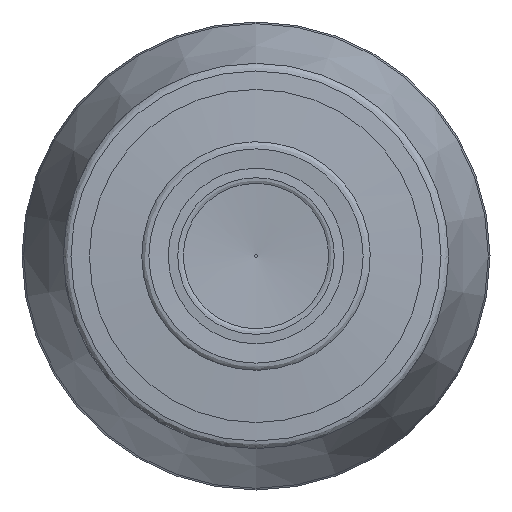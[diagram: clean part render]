
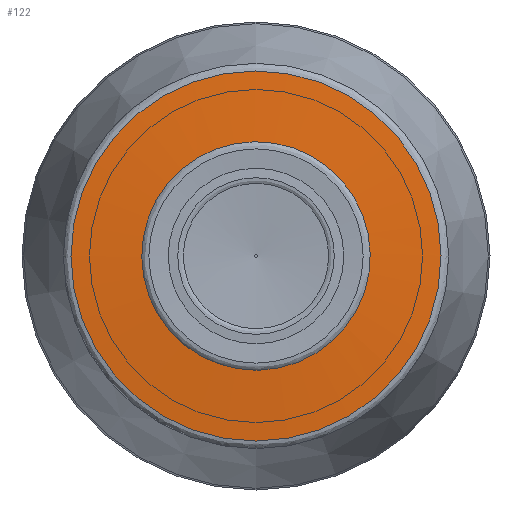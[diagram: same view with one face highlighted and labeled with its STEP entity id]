
A CAD part, left-side view. The second image highlights one B-rep face of the part: STEP entity #122.
In plain terms, the highlighted face is a revolution surface.
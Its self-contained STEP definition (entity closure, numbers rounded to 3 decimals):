
#24=SURFACE_OF_REVOLUTION('',#46,#35);
#35=AXIS1_PLACEMENT('',#700,#586);
#46=LINE('',#699,#53);
#53=VECTOR('',#585,5.167);
#122=ADVANCED_FACE('',(#179,#180),#24,.T.);
#179=FACE_BOUND('',#243,.T.);
#180=FACE_BOUND('',#244,.T.);
#243=EDGE_LOOP('',(#307));
#244=EDGE_LOOP('',(#308));
#307=ORIENTED_EDGE('',*,*,#383,.F.);
#308=ORIENTED_EDGE('',*,*,#384,.F.);
#351=VERTEX_POINT('',#696);
#352=VERTEX_POINT('',#698);
#383=EDGE_CURVE('',#351,#351,#415,.T.);
#384=EDGE_CURVE('',#352,#352,#416,.T.);
#415=CIRCLE('',#475,13.443);
#416=CIRCLE('',#476,8.3);
#475=AXIS2_PLACEMENT_3D('',#695,#581,#582);
#476=AXIS2_PLACEMENT_3D('',#697,#583,#584);
#581=DIRECTION('',(1.,0.,0.));
#582=DIRECTION('',(0.,0.,-1.));
#583=DIRECTION('',(-1.,0.,0.));
#584=DIRECTION('',(0.,0.,-1.));
#585=DIRECTION('',(0.07,-0.998,0.));
#586=DIRECTION('',(1.,0.,0.));
#695=CARTESIAN_POINT('',(0.596,0.,0.));
#696=CARTESIAN_POINT('',(0.596,0.,-13.443));
#697=CARTESIAN_POINT('',(0.235,0.,0.));
#698=CARTESIAN_POINT('',(0.235,0.,-8.3));
#699=CARTESIAN_POINT('',(0.235,-8.27,0.7));
#700=CARTESIAN_POINT('',(6.,0.,0.));
